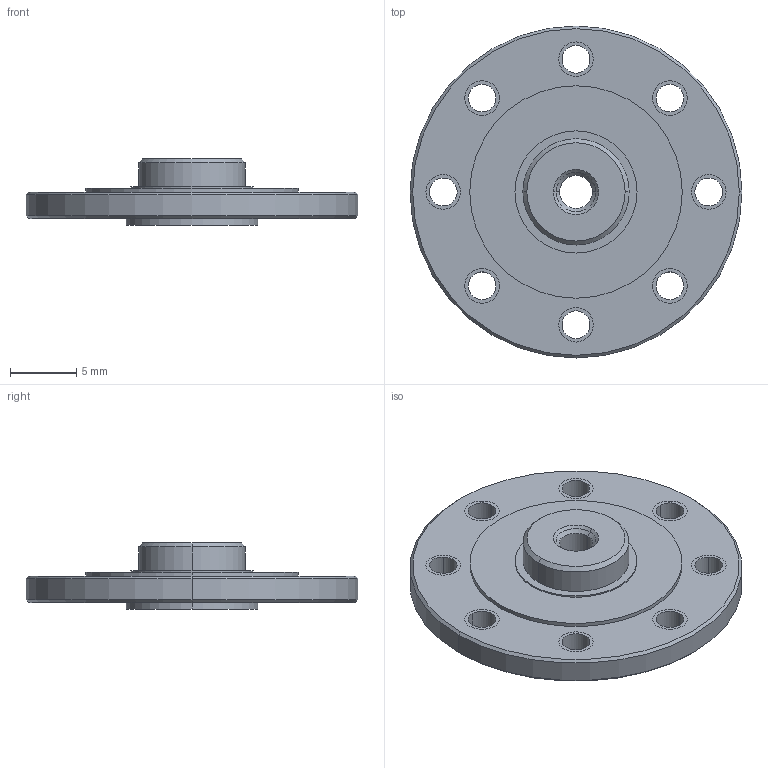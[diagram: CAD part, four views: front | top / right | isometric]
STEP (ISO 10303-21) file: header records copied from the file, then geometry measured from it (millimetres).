
FILE_DESCRIPTION((''),'2;1');
FILE_NAME('WHEEL_BRACKET_PRT','2013-02-22T',('WOOSIK'),(''),'PRO/ENGINEER BY PARAMETRIC TECHNOLOGY CORPORATION, 2010060','PRO/ENGINEER BY PARAMETRIC TECHNOLOGY CORPORATION, 2010060','');
FILE_SCHEMA(('CONFIG_CONTROL_DESIGN'));
Length unit declared in the file: millimetre
Products named in the file (1): WHEEL_BRACKET_PRT
Bounding box: 25 x 25 x 5 mm (x, y, z)
Volume: 1104.1 mm3; surface area: 1439.7 mm2
Topology: 1 solids, 10 shells, 76 faces, 186 edges, 116 vertices
Faces by surface type: cylinder 46, cone 24, plane 6
Entity records: 2330 total; most frequent: DIRECTION 456, CARTESIAN_POINT 379, ORIENTED_EDGE 336, AXIS2_PLACEMENT_3D 193, EDGE_CURVE 186, VERTEX_POINT 116, CIRCLE 116, EDGE_LOOP 98
